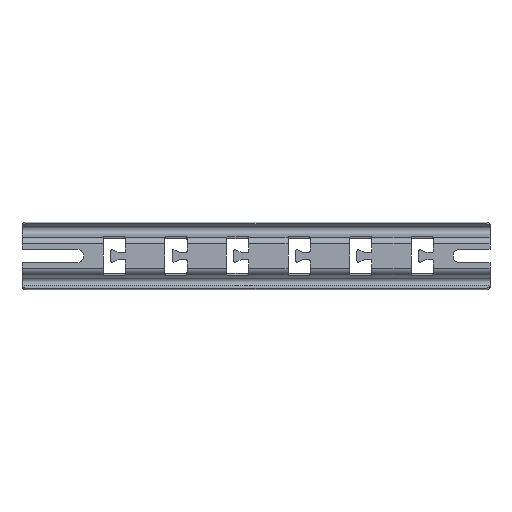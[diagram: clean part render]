
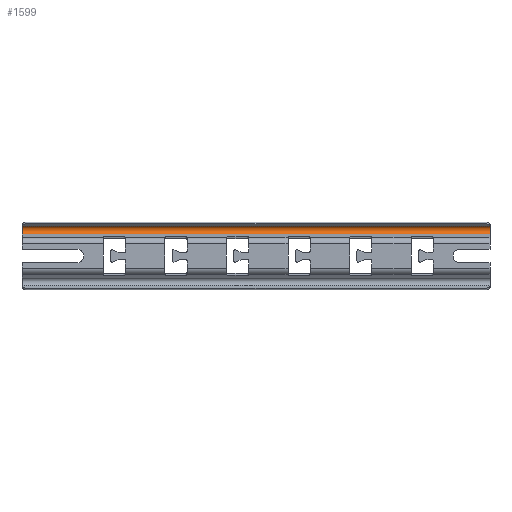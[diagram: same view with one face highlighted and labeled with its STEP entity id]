
A CAD part, front view. The second image highlights one B-rep face of the part: STEP entity #1599.
In plain terms, the highlighted cylindrical face has radius 3.5 mm (diameter 7 mm), a partial arc.
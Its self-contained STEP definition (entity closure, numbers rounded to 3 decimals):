
#131 = EDGE_CURVE ( 'NONE', #7114, #7453, #3503, .T. ) ;
#147 = AXIS2_PLACEMENT_3D ( 'NONE', #2989, #3102, #6479 ) ;
#911 = VERTEX_POINT ( 'NONE', #6976 ) ;
#1068 = EDGE_CURVE ( 'NONE', #7114, #911, #7455, .T. ) ;
#1460 = CARTESIAN_POINT ( 'NONE',  ( 380., 11.521, 21. ) ) ;
#1488 = DIRECTION ( 'NONE',  ( 0., 0., 1. ) ) ;
#1599 = ADVANCED_FACE ( 'NONE', ( #2673 ), #5028, .F. ) ;
#1613 = CIRCLE ( 'NONE', #147, 3.5 ) ;
#1810 = DIRECTION ( 'NONE',  ( 0., 0., -1. ) ) ;
#2258 = VERTEX_POINT ( 'NONE', #6490 ) ;
#2665 = EDGE_CURVE ( 'NONE', #7453, #2258, #1613, .T. ) ;
#2673 = FACE_OUTER_BOUND ( 'NONE', #3057, .T. ) ;
#2676 = CARTESIAN_POINT ( 'NONE',  ( 0., 12.485, 17.635 ) ) ;
#2868 = LINE ( 'NONE', #7497, #5898 ) ;
#2989 = CARTESIAN_POINT ( 'NONE',  ( 0., 11.521, 21. ) ) ;
#3057 = EDGE_LOOP ( 'NONE', ( #3741, #6790, #5293, #4337 ) ) ;
#3102 = DIRECTION ( 'NONE',  ( 1., 0., 0. ) ) ;
#3503 = LINE ( 'NONE', #3539, #7440 ) ;
#3539 = CARTESIAN_POINT ( 'NONE',  ( 380., 12.485, 17.635 ) ) ;
#3741 = ORIENTED_EDGE ( 'NONE', *, *, #2665, .F. ) ;
#3846 = DIRECTION ( 'NONE',  ( -1., 0., 0. ) ) ;
#4337 = ORIENTED_EDGE ( 'NONE', *, *, #5083, .T. ) ;
#4739 = DIRECTION ( 'NONE',  ( 1., 0., 0. ) ) ;
#5001 = CARTESIAN_POINT ( 'NONE',  ( 380., 12.485, 17.635 ) ) ;
#5028 = CYLINDRICAL_SURFACE ( 'NONE', #6206, 3.5 ) ;
#5083 = EDGE_CURVE ( 'NONE', #911, #2258, #2868, .T. ) ;
#5293 = ORIENTED_EDGE ( 'NONE', *, *, #1068, .T. ) ;
#5898 = VECTOR ( 'NONE', #6333, 1000. ) ;
#6040 = DIRECTION ( 'NONE',  ( -1., 0., 0. ) ) ;
#6206 = AXIS2_PLACEMENT_3D ( 'NONE', #6207, #3846, #1488 ) ;
#6207 = CARTESIAN_POINT ( 'NONE',  ( 380., 11.521, 21. ) ) ;
#6333 = DIRECTION ( 'NONE',  ( -1., 0., 0. ) ) ;
#6479 = DIRECTION ( 'NONE',  ( 0., 0., -1. ) ) ;
#6487 = AXIS2_PLACEMENT_3D ( 'NONE', #1460, #4739, #1810 ) ;
#6490 = CARTESIAN_POINT ( 'NONE',  ( 0., 13.086, 24.131 ) ) ;
#6790 = ORIENTED_EDGE ( 'NONE', *, *, #131, .F. ) ;
#6976 = CARTESIAN_POINT ( 'NONE',  ( 380., 13.086, 24.131 ) ) ;
#7114 = VERTEX_POINT ( 'NONE', #5001 ) ;
#7440 = VECTOR ( 'NONE', #6040, 1000. ) ;
#7453 = VERTEX_POINT ( 'NONE', #2676 ) ;
#7455 = CIRCLE ( 'NONE', #6487, 3.5 ) ;
#7497 = CARTESIAN_POINT ( 'NONE',  ( 380., 13.086, 24.131 ) ) ;
